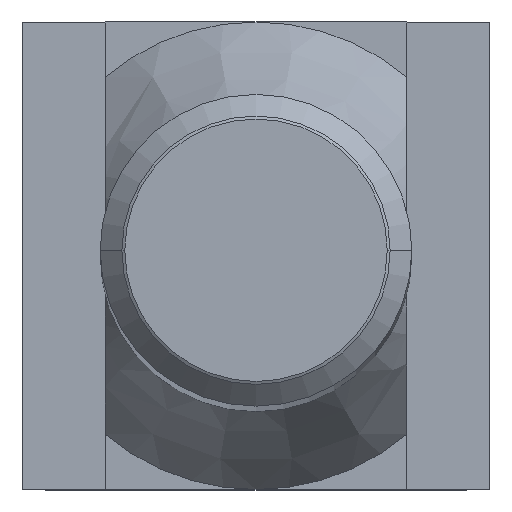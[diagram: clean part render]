
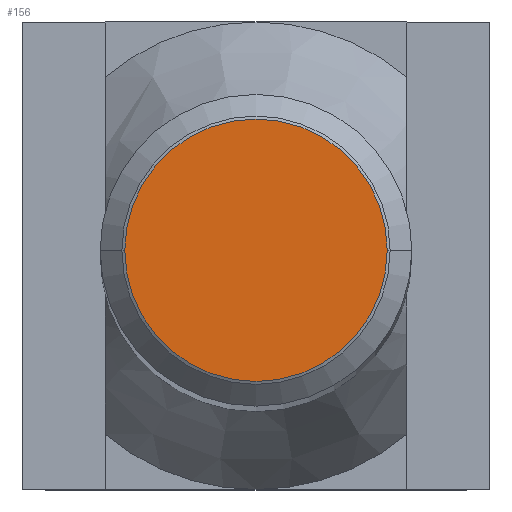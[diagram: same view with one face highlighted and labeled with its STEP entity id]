
A CAD part, top view. The second image highlights one B-rep face of the part: STEP entity #156.
In plain terms, the highlighted planar face has unit normal (0, 0, 1).
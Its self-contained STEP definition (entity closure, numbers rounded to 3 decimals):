
#156=ADVANCED_FACE('',(#414),#415,.T.);
#234=EDGE_CURVE('',#294,#378,#500,.T.);
#252=EDGE_CURVE('',#378,#294,#521,.T.);
#294=VERTEX_POINT('',#568);
#378=VERTEX_POINT('',#659);
#414=FACE_OUTER_BOUND('',#692,.T.);
#415=PLANE('',#693);
#500=CIRCLE('',#831,5.053);
#521=CIRCLE('',#857,5.053);
#568=CARTESIAN_POINT('',(-5.053,0.,125.0));
#659=CARTESIAN_POINT('',(5.053,0.,125.0));
#692=EDGE_LOOP('',(#1091,#1092));
#693=AXIS2_PLACEMENT_3D('',#1093,#1094,#1095);
#831=AXIS2_PLACEMENT_3D('',#1187,#1188,#1189);
#857=AXIS2_PLACEMENT_3D('',#1226,#1227,#1228);
#1091=ORIENTED_EDGE('',*,*,#252,.T.);
#1092=ORIENTED_EDGE('',*,*,#234,.T.);
#1093=CARTESIAN_POINT('',(-2.55,0.,125.0));
#1094=DIRECTION('',(0.0,0.0,1.0));
#1095=DIRECTION('',(-1.0,0.,0.0));
#1187=CARTESIAN_POINT('',(0.,0.,125.0));
#1188=DIRECTION('',(0.0,-0.0,1.0));
#1189=DIRECTION('',(1.0,0.,0.0));
#1226=CARTESIAN_POINT('',(0.,0.,125.0));
#1227=DIRECTION('',(0.0,-0.0,1.0));
#1228=DIRECTION('',(1.0,0.,0.0));
